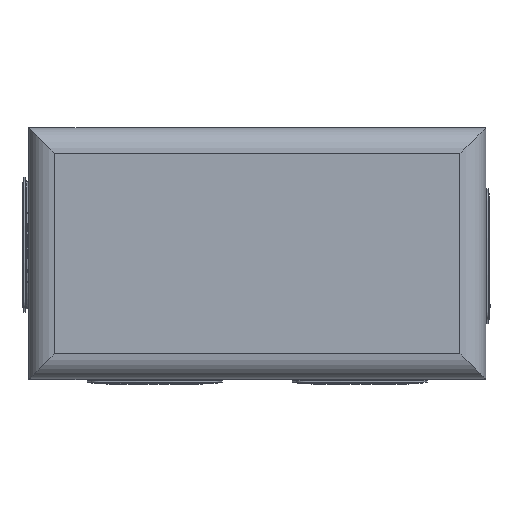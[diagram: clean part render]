
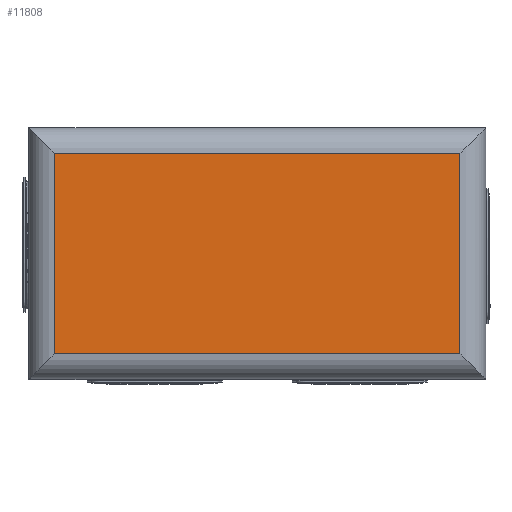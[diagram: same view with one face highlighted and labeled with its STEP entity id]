
A CAD part, top view. The second image highlights one B-rep face of the part: STEP entity #11808.
In plain terms, the highlighted planar face has unit normal (0, 0, 1).
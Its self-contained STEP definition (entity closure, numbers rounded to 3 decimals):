
#1524=LINE('',#29961,#2401);
#1526=LINE('',#29969,#2403);
#1528=LINE('',#29975,#2405);
#1531=LINE('',#29981,#2408);
#2401=VECTOR('',#15783,10.);
#2403=VECTOR('',#15791,10.);
#2405=VECTOR('',#15797,10.);
#2408=VECTOR('',#15804,10.);
#3336=FACE_OUTER_BOUND('',#4137,.T.);
#4137=EDGE_LOOP('',(#10782,#10783,#10784,#10785));
#5719=VERTEX_POINT('',#29959);
#5720=VERTEX_POINT('',#29960);
#5723=VERTEX_POINT('',#29968);
#5725=VERTEX_POINT('',#29974);
#7404=EDGE_CURVE('',#5719,#5720,#1524,.T.);
#7408=EDGE_CURVE('',#5720,#5723,#1526,.T.);
#7411=EDGE_CURVE('',#5723,#5725,#1528,.T.);
#7415=EDGE_CURVE('',#5725,#5719,#1531,.T.);
#10782=ORIENTED_EDGE('',*,*,#7404,.F.);
#10783=ORIENTED_EDGE('',*,*,#7415,.F.);
#10784=ORIENTED_EDGE('',*,*,#7411,.F.);
#10785=ORIENTED_EDGE('',*,*,#7408,.F.);
#11142=PLANE('',#12889);
#11808=ADVANCED_FACE('',(#3336),#11142,.T.);
#12889=AXIS2_PLACEMENT_3D('',#29982,#15805,#15806);
#15783=DIRECTION('',(0.,-1.,0.));
#15791=DIRECTION('',(-1.,0.,0.));
#15797=DIRECTION('',(0.,1.,0.));
#15804=DIRECTION('',(1.,0.,0.));
#15805=DIRECTION('center_axis',(0.,0.,1.));
#15806=DIRECTION('ref_axis',(1.,0.,0.));
#29959=CARTESIAN_POINT('',(168.,-30.,130.));
#29960=CARTESIAN_POINT('',(168.,-108.,130.));
#29961=CARTESIAN_POINT('',(168.,-93.5,130.));
#29968=CARTESIAN_POINT('',(10.,-108.,130.));
#29969=CARTESIAN_POINT('',(44.5,-108.,130.));
#29974=CARTESIAN_POINT('',(10.,-30.,130.));
#29975=CARTESIAN_POINT('',(10.,-44.5,130.));
#29981=CARTESIAN_POINT('',(133.5,-30.,130.));
#29982=CARTESIAN_POINT('Origin',(89.,-69.,130.));
